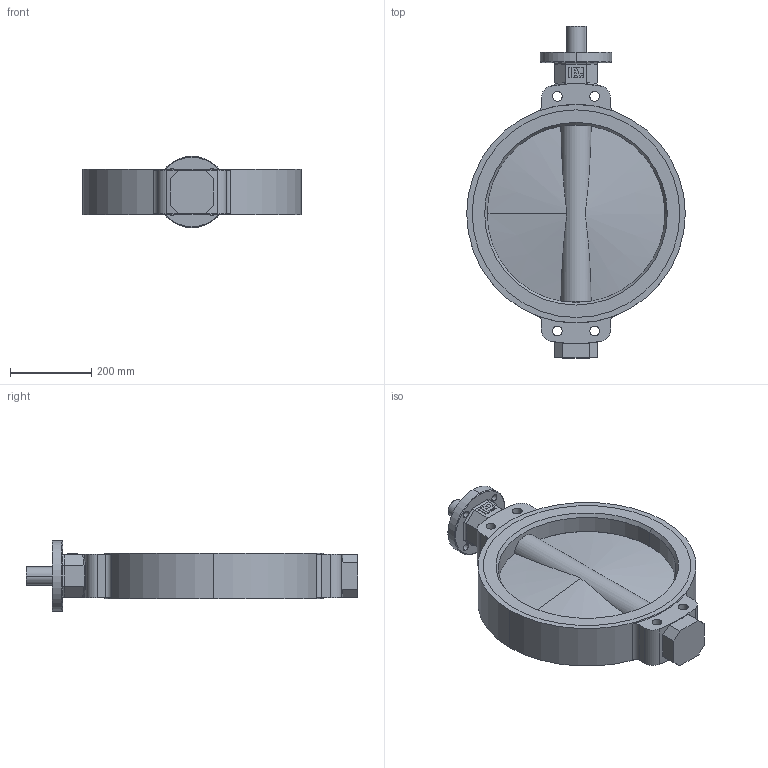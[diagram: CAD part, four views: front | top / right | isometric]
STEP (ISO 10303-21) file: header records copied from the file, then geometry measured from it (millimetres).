
FILE_DESCRIPTION (( 'STEP AP214' ), '1' );
FILE_NAME ('D10450._3.step', '2013-07-30T15:02:46', ( 'mbuehlmann' ), ( '' ), 'SwSTEP 2.0', 'SolidWorks 2012', '' );
FILE_SCHEMA (( 'AUTOMOTIVE_DESIGN' ));
Length unit declared in the file: millimetre
Products named in the file (6): ia-Logo26; ia-scheibe250_ia-scheibe450; ia-Dichtungbasic_Dichtung450; ia-Keil_ia-Keil450; BO.D10450._3; D10450._3
Assembly tree (5 placements, depth 2):
  D10450._3
    BO.D10450._3
    ia-Keil_ia-Keil450
    ia-Dichtungbasic_Dichtung450
    ia-scheibe250_ia-scheibe450
    ia-Logo26
Bounding box: 538 x 817 x 175 mm (x, y, z)
Volume: 16042771.7 mm3; surface area: 1423665.5 mm2
Topology: 5 solids, 5 shells, 166 faces, 410 edges, 258 vertices
Faces by surface type: cylinder 68, plane 64, cone 16, torus 12, bspline 4, sphere 2
Entity records: 5631 total; most frequent: CARTESIAN_POINT 1370, DIRECTION 837, ORIENTED_EDGE 814, EDGE_CURVE 407, AXIS2_PLACEMENT_3D 316, VERTEX_POINT 257, LINE 205, VECTOR 205
